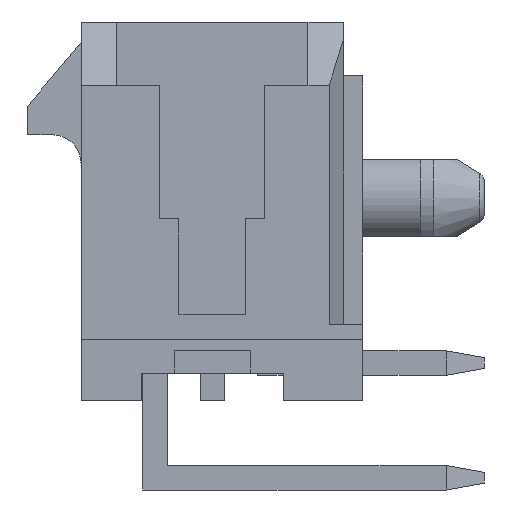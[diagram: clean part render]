
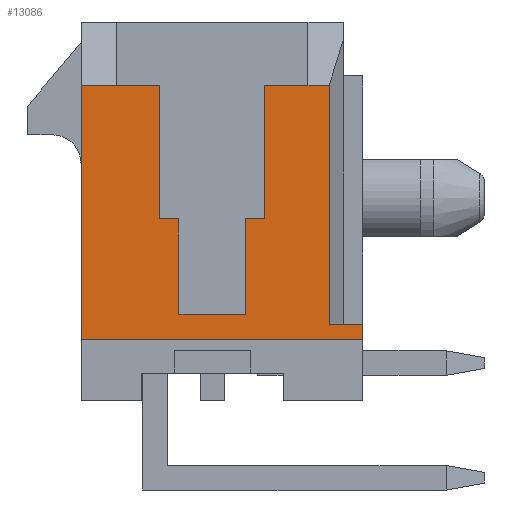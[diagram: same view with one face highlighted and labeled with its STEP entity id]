
A CAD part, left-side view. The second image highlights one B-rep face of the part: STEP entity #13086.
In plain terms, the highlighted planar face has unit normal (-1, 0, 0).
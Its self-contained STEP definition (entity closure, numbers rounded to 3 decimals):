
#1=DIRECTION('',(0.,0.,-1.));
#2=VECTOR('',#1,3.5);
#3=CARTESIAN_POINT('',(-19.825,-1.375,3.3));
#4=LINE('',#3,#2);
#5=DIRECTION('',(0.,1.,0.));
#6=VECTOR('',#5,1.125);
#7=CARTESIAN_POINT('',(-19.825,-2.5,3.3));
#8=LINE('',#7,#6);
#9=DIRECTION('',(0.,-1.,0.));
#10=VECTOR('',#9,0.555);
#11=CARTESIAN_POINT('',(-19.825,-2.5,3.3));
#12=LINE('',#11,#10);
#13=DIRECTION('',(0.,0.,-1.));
#14=VECTOR('',#13,6.26);
#15=CARTESIAN_POINT('',(-19.825,-3.055,3.3));
#16=LINE('',#15,#14);
#17=DIRECTION('',(0.,0.,-1.));
#18=VECTOR('',#17,0.4);
#19=CARTESIAN_POINT('',(-19.825,-3.935,-2.96));
#20=LINE('',#19,#18);
#21=DIRECTION('',(0.,1.,0.));
#22=VECTOR('',#21,7.37);
#23=CARTESIAN_POINT('',(-19.825,-3.935,-3.36));
#24=LINE('',#23,#22);
#25=DIRECTION('',(0.,0.,1.));
#26=VECTOR('',#25,6.66);
#27=CARTESIAN_POINT('',(-19.825,3.435,-3.36));
#28=LINE('',#27,#26);
#29=DIRECTION('',(0.,-1.,0.));
#30=VECTOR('',#29,0.935);
#31=CARTESIAN_POINT('',(-19.825,3.435,3.3));
#32=LINE('',#31,#30);
#33=DIRECTION('',(0.,1.,0.));
#34=VECTOR('',#33,1.125);
#35=CARTESIAN_POINT('',(-19.825,1.375,3.3));
#36=LINE('',#35,#34);
#37=DIRECTION('',(0.,0.,-1.));
#38=VECTOR('',#37,3.5);
#39=CARTESIAN_POINT('',(-19.825,1.375,3.3));
#40=LINE('',#39,#38);
#41=DIRECTION('',(0.,1.,0.));
#42=VECTOR('',#41,0.5);
#43=CARTESIAN_POINT('',(-19.825,0.875,-0.2));
#44=LINE('',#43,#42);
#45=DIRECTION('',(0.,0.,1.));
#46=VECTOR('',#45,2.5);
#47=CARTESIAN_POINT('',(-19.825,0.875,-2.7));
#48=LINE('',#47,#46);
#49=DIRECTION('',(0.,1.,0.));
#50=VECTOR('',#49,1.75);
#51=CARTESIAN_POINT('',(-19.825,-0.875,-2.7));
#52=LINE('',#51,#50);
#53=DIRECTION('',(0.,0.,-1.));
#54=VECTOR('',#53,2.5);
#55=CARTESIAN_POINT('',(-19.825,-0.875,-0.2));
#56=LINE('',#55,#54);
#57=DIRECTION('',(0.,1.,0.));
#58=VECTOR('',#57,0.5);
#59=CARTESIAN_POINT('',(-19.825,-1.375,-0.2));
#60=LINE('',#59,#58);
#9841=DIRECTION('',(0.,1.,0.));
#9842=VECTOR('',#9841,0.88);
#9843=CARTESIAN_POINT('',(-19.825,-3.935,-2.96));
#9844=LINE('',#9843,#9842);
#10010=CARTESIAN_POINT('',(-19.825,3.435,3.3));
#10012=VERTEX_POINT('',#10010);
#10055=CARTESIAN_POINT('',(-19.825,-3.935,-2.96));
#10056=CARTESIAN_POINT('',(-19.825,-3.055,-2.96));
#10057=VERTEX_POINT('',#10055);
#10058=VERTEX_POINT('',#10056);
#10063=CARTESIAN_POINT('',(-19.825,2.5,3.3));
#10064=VERTEX_POINT('',#10063);
#10065=CARTESIAN_POINT('',(-19.825,-2.5,3.3));
#10066=VERTEX_POINT('',#10065);
#10067=CARTESIAN_POINT('',(-19.825,-3.055,3.3));
#10068=VERTEX_POINT('',#10067);
#10283=CARTESIAN_POINT('',(-19.825,-1.375,3.3));
#10284=CARTESIAN_POINT('',(-19.825,-1.375,-0.2));
#10285=VERTEX_POINT('',#10283);
#10286=VERTEX_POINT('',#10284);
#10287=CARTESIAN_POINT('',(-19.825,-0.875,-0.2));
#10288=VERTEX_POINT('',#10287);
#10289=CARTESIAN_POINT('',(-19.825,-0.875,-2.7));
#10290=VERTEX_POINT('',#10289);
#10291=CARTESIAN_POINT('',(-19.825,0.875,-2.7));
#10292=VERTEX_POINT('',#10291);
#10293=CARTESIAN_POINT('',(-19.825,0.875,-0.2));
#10294=VERTEX_POINT('',#10293);
#10295=CARTESIAN_POINT('',(-19.825,1.375,-0.2));
#10296=VERTEX_POINT('',#10295);
#10297=CARTESIAN_POINT('',(-19.825,1.375,3.3));
#10298=VERTEX_POINT('',#10297);
#11257=CARTESIAN_POINT('',(-19.825,-3.935,-3.36));
#11258=CARTESIAN_POINT('',(-19.825,3.435,-3.36));
#11259=VERTEX_POINT('',#11257);
#11260=VERTEX_POINT('',#11258);
#13047=CARTESIAN_POINT('',(-19.825,0.,0.));
#13048=DIRECTION('',(1.,0.,0.));
#13049=DIRECTION('',(0.,0.,-1.));
#13050=AXIS2_PLACEMENT_3D('',#13047,#13048,#13049);
#13051=PLANE('',#13050);
#13053=ORIENTED_EDGE('',*,*,#13052,.F.);
#13055=ORIENTED_EDGE('',*,*,#13054,.F.);
#13057=ORIENTED_EDGE('',*,*,#13056,.T.);
#13059=ORIENTED_EDGE('',*,*,#13058,.T.);
#13061=ORIENTED_EDGE('',*,*,#13060,.F.);
#13063=ORIENTED_EDGE('',*,*,#13062,.T.);
#13065=ORIENTED_EDGE('',*,*,#13064,.T.);
#13067=ORIENTED_EDGE('',*,*,#13066,.T.);
#13069=ORIENTED_EDGE('',*,*,#13068,.T.);
#13071=ORIENTED_EDGE('',*,*,#13070,.F.);
#13073=ORIENTED_EDGE('',*,*,#13072,.T.);
#13075=ORIENTED_EDGE('',*,*,#13074,.F.);
#13077=ORIENTED_EDGE('',*,*,#13076,.F.);
#13079=ORIENTED_EDGE('',*,*,#13078,.F.);
#13081=ORIENTED_EDGE('',*,*,#13080,.F.);
#13083=ORIENTED_EDGE('',*,*,#13082,.F.);
#13084=EDGE_LOOP('',(#13053,#13055,#13057,#13059,#13061,#13063,#13065,#13067,
#13069,#13071,#13073,#13075,#13077,#13079,#13081,#13083));
#13085=FACE_OUTER_BOUND('',#13084,.F.);
#13086=ADVANCED_FACE('',(#13085),#13051,.F.);
#13052=EDGE_CURVE('',#10285,#10286,#4,.T.);
#13054=EDGE_CURVE('',#10066,#10285,#8,.T.);
#13056=EDGE_CURVE('',#10066,#10068,#12,.T.);
#13058=EDGE_CURVE('',#10068,#10058,#16,.T.);
#13060=EDGE_CURVE('',#10057,#10058,#9844,.T.);
#13062=EDGE_CURVE('',#10057,#11259,#20,.T.);
#13064=EDGE_CURVE('',#11259,#11260,#24,.T.);
#13066=EDGE_CURVE('',#11260,#10012,#28,.T.);
#13068=EDGE_CURVE('',#10012,#10064,#32,.T.);
#13070=EDGE_CURVE('',#10298,#10064,#36,.T.);
#13072=EDGE_CURVE('',#10298,#10296,#40,.T.);
#13074=EDGE_CURVE('',#10294,#10296,#44,.T.);
#13076=EDGE_CURVE('',#10292,#10294,#48,.T.);
#13078=EDGE_CURVE('',#10290,#10292,#52,.T.);
#13080=EDGE_CURVE('',#10288,#10290,#56,.T.);
#13082=EDGE_CURVE('',#10286,#10288,#60,.T.);
